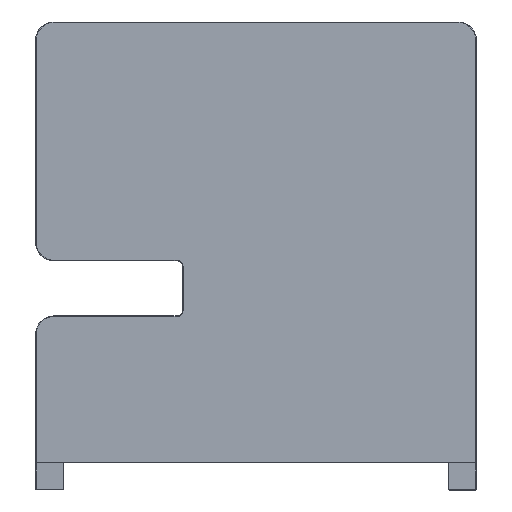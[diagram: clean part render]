
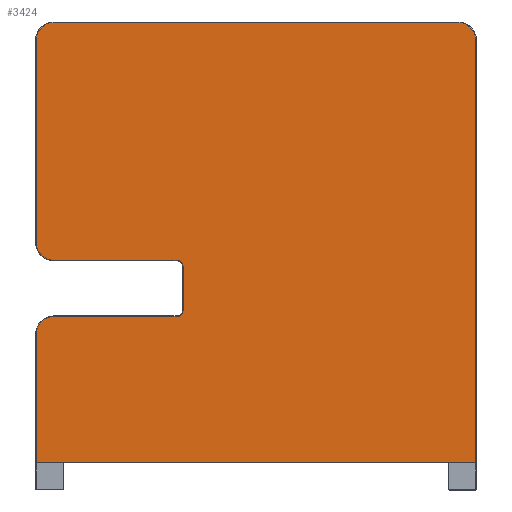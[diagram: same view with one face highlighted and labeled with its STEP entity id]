
A CAD part, front view. The second image highlights one B-rep face of the part: STEP entity #3424.
In plain terms, the highlighted planar face has unit normal (0, -1, 0).
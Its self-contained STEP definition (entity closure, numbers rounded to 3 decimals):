
#18 = AXIS2_PLACEMENT_3D ( 'NONE', #2913, #1887, #1960 ) ;
#45 = CARTESIAN_POINT ( 'NONE',  ( -55., 0., -25. ) ) ;
#59 = ORIENTED_EDGE ( 'NONE', *, *, #1086, .T. ) ;
#65 = ORIENTED_EDGE ( 'NONE', *, *, #1166, .T. ) ;
#71 = CARTESIAN_POINT ( 'NONE',  ( -59.85, 0., 55. ) ) ;
#86 = FACE_OUTER_BOUND ( 'NONE', #2957, .T. ) ;
#107 = VECTOR ( 'NONE', #1495, 1000. ) ;
#108 = ORIENTED_EDGE ( 'NONE', *, *, #4156, .T. ) ;
#112 = LINE ( 'NONE', #480, #107 ) ;
#124 = ORIENTED_EDGE ( 'NONE', *, *, #3387, .T. ) ;
#125 = ORIENTED_EDGE ( 'NONE', *, *, #2449, .T. ) ;
#202 = CARTESIAN_POINT ( 'NONE',  ( -55., 0., -59.975 ) ) ;
#217 = CARTESIAN_POINT ( 'NONE',  ( -21.5, 0., -20.15 ) ) ;
#251 = CIRCLE ( 'NONE', #2194, 4.85 ) ;
#256 = DIRECTION ( 'NONE',  ( 0., 0., -1. ) ) ;
#296 = EDGE_CURVE ( 'NONE', #331, #4215, #318, .T. ) ;
#303 = CARTESIAN_POINT ( 'NONE',  ( -55., 0., 0. ) ) ;
#318 = CIRCLE ( 'NONE', #3658, 1.65 ) ;
#331 = VERTEX_POINT ( 'NONE', #3190 ) ;
#367 = CIRCLE ( 'NONE', #1188, 4.85 ) ;
#369 = VERTEX_POINT ( 'NONE', #1546 ) ;
#480 = CARTESIAN_POINT ( 'NONE',  ( -55., 0., 59.845 ) ) ;
#509 = AXIS2_PLACEMENT_3D ( 'NONE', #303, #3663, #931 ) ;
#523 = VERTEX_POINT ( 'NONE', #4001 ) ;
#645 = CARTESIAN_POINT ( 'NONE',  ( 55.216, 0., 59.845 ) ) ;
#692 = VECTOR ( 'NONE', #2536, 1000. ) ;
#712 = VECTOR ( 'NONE', #3213, 1000. ) ;
#716 = VERTEX_POINT ( 'NONE', #1579 ) ;
#768 = CARTESIAN_POINT ( 'NONE',  ( -59.85, 0., 55. ) ) ;
#790 = DIRECTION ( 'NONE',  ( 1., 0., 0. ) ) ;
#850 = EDGE_CURVE ( 'NONE', #1639, #331, #1760, .T. ) ;
#928 = LINE ( 'NONE', #202, #2979 ) ;
#931 = DIRECTION ( 'NONE',  ( 0., 0., 1. ) ) ;
#961 = CARTESIAN_POINT ( 'NONE',  ( -55., 0., -20.15 ) ) ;
#997 = DIRECTION ( 'NONE',  ( 0., 1., 0. ) ) ;
#1086 = EDGE_CURVE ( 'NONE', #716, #2705, #3773, .T. ) ;
#1097 = ORIENTED_EDGE ( 'NONE', *, *, #1277, .T. ) ;
#1166 = EDGE_CURVE ( 'NONE', #2299, #3557, #4235, .T. ) ;
#1181 = CARTESIAN_POINT ( 'NONE',  ( 59.85, 0., 55. ) ) ;
#1188 = AXIS2_PLACEMENT_3D ( 'NONE', #45, #1995, #2689 ) ;
#1241 = DIRECTION ( 'NONE',  ( 0., 0., 1. ) ) ;
#1242 = CARTESIAN_POINT ( 'NONE',  ( -59.85, 0., 55. ) ) ;
#1277 = EDGE_CURVE ( 'NONE', #369, #3331, #2738, .T. ) ;
#1283 = CIRCLE ( 'NONE', #3723, 1.65 ) ;
#1385 = DIRECTION ( 'NONE',  ( 0., -1., 0. ) ) ;
#1482 = EDGE_CURVE ( 'NONE', #4215, #523, #3223, .T. ) ;
#1495 = DIRECTION ( 'NONE',  ( -1., 0., 0. ) ) ;
#1517 = LINE ( 'NONE', #1181, #4284 ) ;
#1525 = DIRECTION ( 'NONE',  ( 1., 0., 0. ) ) ;
#1539 = DIRECTION ( 'NONE',  ( 0., 0., 1. ) ) ;
#1546 = CARTESIAN_POINT ( 'NONE',  ( -59.85, 0., -25. ) ) ;
#1548 = EDGE_CURVE ( 'NONE', #523, #2187, #1283, .T. ) ;
#1579 = CARTESIAN_POINT ( 'NONE',  ( 59.85, 0., 55. ) ) ;
#1639 = VERTEX_POINT ( 'NONE', #2628 ) ;
#1640 = EDGE_CURVE ( 'NONE', #3557, #1639, #2726, .T. ) ;
#1691 = ORIENTED_EDGE ( 'NONE', *, *, #1640, .T. ) ;
#1760 = LINE ( 'NONE', #2460, #2490 ) ;
#1860 = CARTESIAN_POINT ( 'NONE',  ( 59.85, 0., -59.975 ) ) ;
#1887 = DIRECTION ( 'NONE',  ( 0., -1., 0. ) ) ;
#1914 = CARTESIAN_POINT ( 'NONE',  ( -21.5, 0., -6.5 ) ) ;
#1960 = DIRECTION ( 'NONE',  ( 0., 0., 1. ) ) ;
#1974 = ORIENTED_EDGE ( 'NONE', *, *, #1548, .T. ) ;
#1983 = VERTEX_POINT ( 'NONE', #2385 ) ;
#1995 = DIRECTION ( 'NONE',  ( 0., -1., 0. ) ) ;
#2103 = ORIENTED_EDGE ( 'NONE', *, *, #3473, .T. ) ;
#2161 = EDGE_CURVE ( 'NONE', #2187, #2781, #4248, .T. ) ;
#2187 = VERTEX_POINT ( 'NONE', #217 ) ;
#2194 = AXIS2_PLACEMENT_3D ( 'NONE', #3703, #1385, #3028 ) ;
#2299 = VERTEX_POINT ( 'NONE', #71 ) ;
#2344 = DIRECTION ( 'NONE',  ( 0., 0., 1. ) ) ;
#2365 = PLANE ( 'NONE',  #2900 ) ;
#2381 = ORIENTED_EDGE ( 'NONE', *, *, #1482, .T. ) ;
#2385 = CARTESIAN_POINT ( 'NONE',  ( -55.216, 0., 59.845 ) ) ;
#2449 = EDGE_CURVE ( 'NONE', #2705, #1983, #112, .T. ) ;
#2460 = CARTESIAN_POINT ( 'NONE',  ( -55., 0., -4.85 ) ) ;
#2470 = CARTESIAN_POINT ( 'NONE',  ( -59.85, 0., 0. ) ) ;
#2490 = VECTOR ( 'NONE', #790, 1000. ) ;
#2516 = CARTESIAN_POINT ( 'NONE',  ( -21.5, 0., -18.5 ) ) ;
#2531 = EDGE_CURVE ( 'NONE', #2611, #716, #1517, .T. ) ;
#2536 = DIRECTION ( 'NONE',  ( -1., 0., 0. ) ) ;
#2567 = VECTOR ( 'NONE', #3139, 1000. ) ;
#2611 = VERTEX_POINT ( 'NONE', #1860 ) ;
#2628 = CARTESIAN_POINT ( 'NONE',  ( -55., 0., -4.85 ) ) ;
#2689 = DIRECTION ( 'NONE',  ( 0., 0., 1. ) ) ;
#2705 = VERTEX_POINT ( 'NONE', #645 ) ;
#2726 = CIRCLE ( 'NONE', #509, 4.85 ) ;
#2738 = LINE ( 'NONE', #768, #2567 ) ;
#2749 = ORIENTED_EDGE ( 'NONE', *, *, #2161, .T. ) ;
#2781 = VERTEX_POINT ( 'NONE', #961 ) ;
#2864 = CARTESIAN_POINT ( 'NONE',  ( -19.85, 0., 55. ) ) ;
#2877 = ORIENTED_EDGE ( 'NONE', *, *, #296, .T. ) ;
#2900 = AXIS2_PLACEMENT_3D ( 'NONE', #3360, #997, #2344 ) ;
#2913 = CARTESIAN_POINT ( 'NONE',  ( 55., 0., 55. ) ) ;
#2954 = VECTOR ( 'NONE', #256, 1000. ) ;
#2957 = EDGE_LOOP ( 'NONE', ( #124, #3503, #59, #125, #108, #65, #1691, #3264, #2877, #2381, #1974, #2749, #2103, #1097 ) ) ;
#2979 = VECTOR ( 'NONE', #1525, 1000. ) ;
#3028 = DIRECTION ( 'NONE',  ( 0., 0., 1. ) ) ;
#3139 = DIRECTION ( 'NONE',  ( 0., 0., -1. ) ) ;
#3157 = CARTESIAN_POINT ( 'NONE',  ( -19.85, 0., -6.5 ) ) ;
#3190 = CARTESIAN_POINT ( 'NONE',  ( -21.5, 0., -4.85 ) ) ;
#3213 = DIRECTION ( 'NONE',  ( 0., 0., -1. ) ) ;
#3223 = LINE ( 'NONE', #2864, #2954 ) ;
#3264 = ORIENTED_EDGE ( 'NONE', *, *, #850, .T. ) ;
#3289 = CARTESIAN_POINT ( 'NONE',  ( -59.85, 0., -59.975 ) ) ;
#3331 = VERTEX_POINT ( 'NONE', #3289 ) ;
#3360 = CARTESIAN_POINT ( 'NONE',  ( -55., 0., 55. ) ) ;
#3387 = EDGE_CURVE ( 'NONE', #3331, #2611, #928, .T. ) ;
#3424 = ADVANCED_FACE ( 'NONE', ( #86 ), #2365, .F. ) ;
#3473 = EDGE_CURVE ( 'NONE', #2781, #369, #367, .T. ) ;
#3494 = DIRECTION ( 'NONE',  ( 0., 1., 0. ) ) ;
#3503 = ORIENTED_EDGE ( 'NONE', *, *, #2531, .T. ) ;
#3557 = VERTEX_POINT ( 'NONE', #2470 ) ;
#3658 = AXIS2_PLACEMENT_3D ( 'NONE', #1914, #3494, #1241 ) ;
#3663 = DIRECTION ( 'NONE',  ( 0., -1., 0. ) ) ;
#3703 = CARTESIAN_POINT ( 'NONE',  ( -55., 0., 55. ) ) ;
#3723 = AXIS2_PLACEMENT_3D ( 'NONE', #2516, #3856, #1539 ) ;
#3773 = CIRCLE ( 'NONE', #18, 4.85 ) ;
#3856 = DIRECTION ( 'NONE',  ( 0., 1., 0. ) ) ;
#4001 = CARTESIAN_POINT ( 'NONE',  ( -19.85, 0., -18.5 ) ) ;
#4156 = EDGE_CURVE ( 'NONE', #1983, #2299, #251, .T. ) ;
#4205 = CARTESIAN_POINT ( 'NONE',  ( -55., 0., -20.15 ) ) ;
#4215 = VERTEX_POINT ( 'NONE', #3157 ) ;
#4218 = DIRECTION ( 'NONE',  ( 0., 0., 1. ) ) ;
#4235 = LINE ( 'NONE', #1242, #712 ) ;
#4248 = LINE ( 'NONE', #4205, #692 ) ;
#4284 = VECTOR ( 'NONE', #4218, 1000. ) ;
